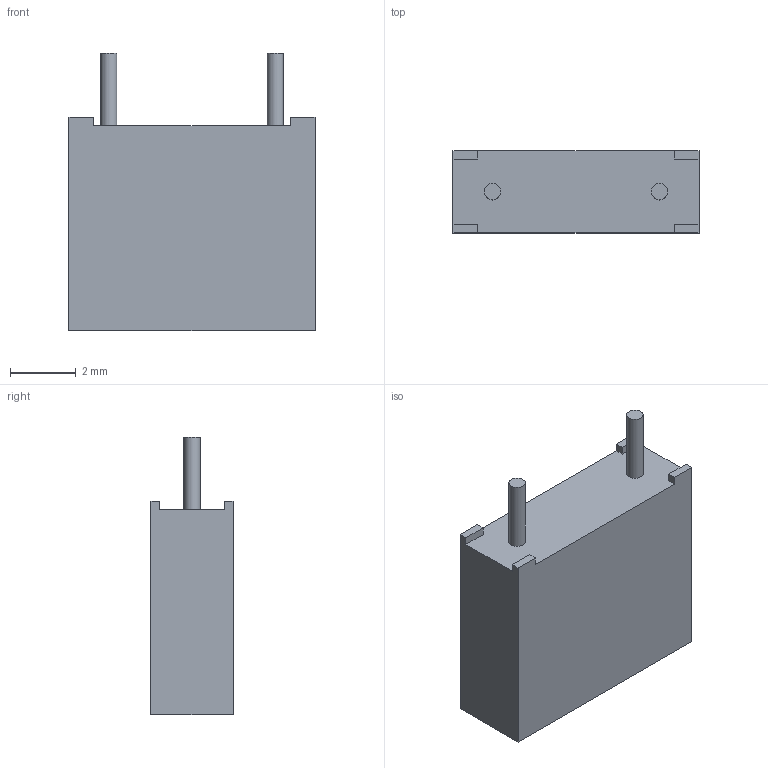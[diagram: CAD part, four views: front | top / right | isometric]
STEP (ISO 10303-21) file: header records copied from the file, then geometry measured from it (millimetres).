
FILE_DESCRIPTION(/* description */ (''),/* implementation_level */ '2;1');
FILE_NAME(/* name */ 'C_Rect_L7.5mm_W2.5mm_P5.08mm.stp',/* time_stamp */ '2019-10-05T00:07:46-04:00',/* author */ ('Ishaan'),/* organization */ (''),/* preprocessor_version */ 'ST-DEVELOPER v18',/* originating_system */ 'Autodesk Inventor 2020',/* authorisation */ '');
FILE_SCHEMA (('AUTOMOTIVE_DESIGN { 1 0 10303 214 3 1 1 }'));
Length unit declared in the file: millimetre
Products named in the file (1): Film Cap
Bounding box: 7.5 x 2.5 x 8.45 mm (x, y, z)
Volume: 118.2 mm3; surface area: 171.4 mm2
Topology: 1 solids, 1 shells, 22 faces, 58 edges, 40 vertices
Faces by surface type: plane 20, cylinder 2
Full cylindrical faces by diameter (mm): 0.5 x2
Entity records: 736 total; most frequent: CARTESIAN_POINT 121, ORIENTED_EDGE 116, DIRECTION 112, EDGE_CURVE 58, LINE 50, VECTOR 50, VERTEX_POINT 40, AXIS2_PLACEMENT_3D 31
